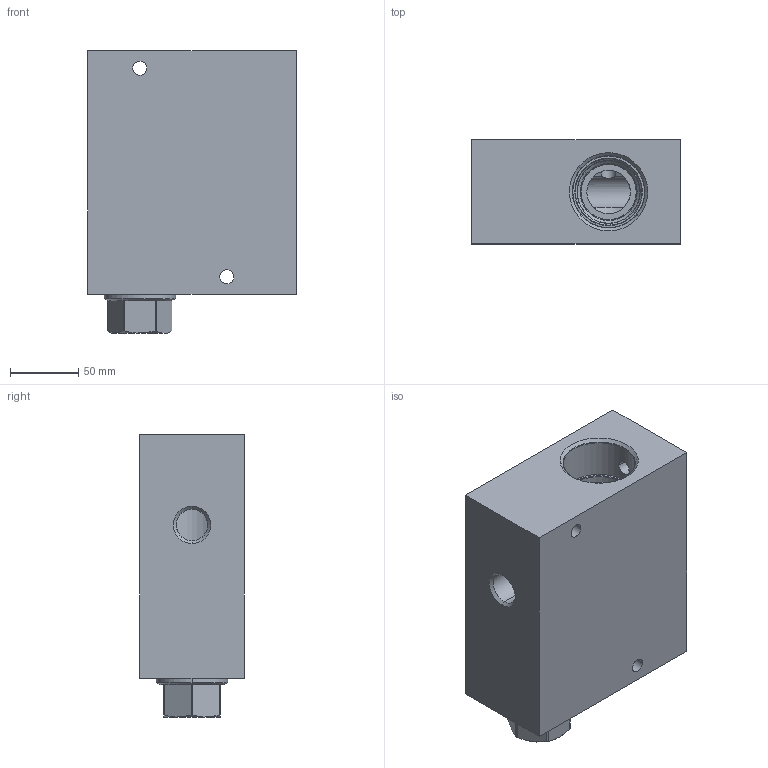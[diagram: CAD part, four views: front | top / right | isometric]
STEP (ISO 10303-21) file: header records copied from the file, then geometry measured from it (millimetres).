
FILE_DESCRIPTION((''),'2;1');
FILE_NAME('K2D_ASM','2021-02-08T',('ProEService'),(''),'PRO/ENGINEER BY PARAMETRIC TECHNOLOGY CORPORATION, 2014200','PRO/ENGINEER BY PARAMETRIC TECHNOLOGY CORPORATION, 2014200','');
FILE_SCHEMA(('CONFIG_CONTROL_DESIGN'));
Length unit declared in the file: inch
Products named in the file (3): 151-923-001; CXIDXCN; K2D_ASM
Assembly tree (2 placements, depth 2):
  K2D_ASM
    151-923-001
    CXIDXCN
Bounding box: 152.4 x 76.2 x 206.38 mm (x, y, z)
Volume: 1768546.2 mm3; surface area: 177378.6 mm2
Topology: 4 solids, 5 shells, 272 faces, 863 edges, 689 vertices
Faces by surface type: cylinder 115, cone 61, plane 59, torus 27, revolution 8, sphere 2
Entity records: 11130 total; most frequent: CARTESIAN_POINT 3546, DIRECTION 1619, ORIENTED_EDGE 1274, EDGE_CURVE 637, AXIS2_PLACEMENT_3D 580, VECTOR 451, LINE 451, VERTEX_POINT 386
